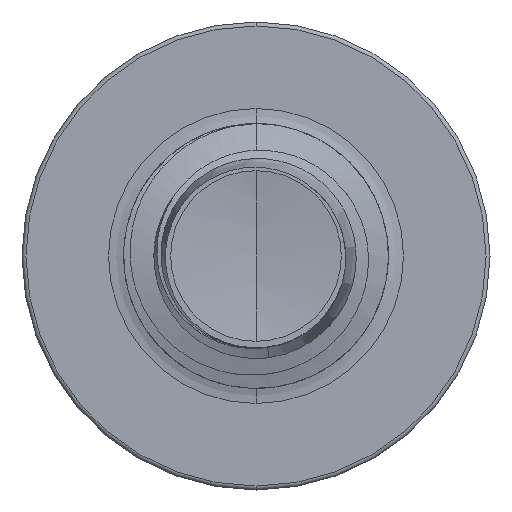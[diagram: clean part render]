
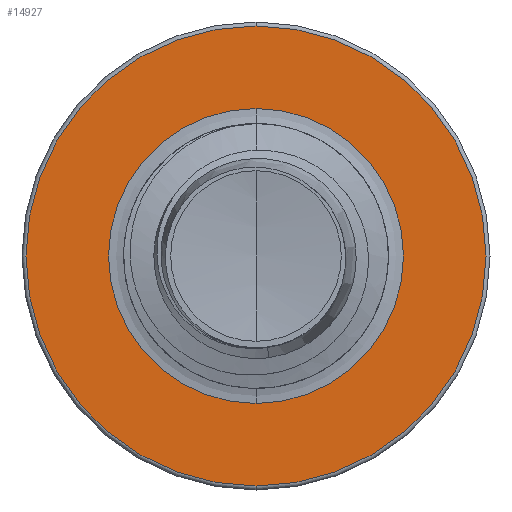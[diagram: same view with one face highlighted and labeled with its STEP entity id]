
A CAD part, front view. The second image highlights one B-rep face of the part: STEP entity #14927.
In plain terms, the highlighted planar face has unit normal (0, -1, 0).
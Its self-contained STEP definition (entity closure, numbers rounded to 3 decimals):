
#183 = DIRECTION ( 'NONE',  ( 0., 0., 1. ) ) ;
#233 = DIRECTION ( 'NONE',  ( 0., 1., 0. ) ) ;
#254 = CARTESIAN_POINT ( 'NONE',  ( 0., 6.5, 0. ) ) ;
#1638 = EDGE_LOOP ( 'NONE', ( #15243, #12152 ) ) ;
#1720 = CIRCLE ( 'NONE', #9702, 1.67 ) ;
#2060 = DIRECTION ( 'NONE',  ( 0., 1., 0. ) ) ;
#2679 = PLANE ( 'NONE',  #2884 ) ;
#2884 = AXIS2_PLACEMENT_3D ( 'NONE', #19348, #13430, #4292 ) ;
#2969 = EDGE_CURVE ( 'NONE', #7444, #14630, #7567, .T. ) ;
#3698 = VERTEX_POINT ( 'NONE', #16557 ) ;
#3915 = FACE_BOUND ( 'NONE', #1638, .T. ) ;
#4083 = DIRECTION ( 'NONE',  ( 0., 1., 0. ) ) ;
#4292 = DIRECTION ( 'NONE',  ( 0., 0., 1. ) ) ;
#6692 = EDGE_CURVE ( 'NONE', #14630, #7444, #1720, .T. ) ;
#7444 = VERTEX_POINT ( 'NONE', #19669 ) ;
#7567 = CIRCLE ( 'NONE', #7797, 1.67 ) ;
#7797 = AXIS2_PLACEMENT_3D ( 'NONE', #254, #233, #183 ) ;
#8598 = CARTESIAN_POINT ( 'NONE',  ( 0., 6.5, 1.67 ) ) ;
#8727 = CARTESIAN_POINT ( 'NONE',  ( 0., 6.5, 0. ) ) ;
#8781 = AXIS2_PLACEMENT_3D ( 'NONE', #11249, #2060, #12844 ) ;
#9702 = AXIS2_PLACEMENT_3D ( 'NONE', #13231, #4083, #14728 ) ;
#10247 = DIRECTION ( 'NONE',  ( 0., 0., 1. ) ) ;
#10648 = VERTEX_POINT ( 'NONE', #17185 ) ;
#11249 = CARTESIAN_POINT ( 'NONE',  ( 0., 6.5, 0. ) ) ;
#11323 = ORIENTED_EDGE ( 'NONE', *, *, #14777, .F. ) ;
#11534 = CIRCLE ( 'NONE', #19534, 2.605 ) ;
#11795 = CIRCLE ( 'NONE', #8781, 2.605 ) ;
#12038 = FACE_OUTER_BOUND ( 'NONE', #15769, .T. ) ;
#12152 = ORIENTED_EDGE ( 'NONE', *, *, #2969, .T. ) ;
#12844 = DIRECTION ( 'NONE',  ( 0., 0., 1. ) ) ;
#13001 = EDGE_CURVE ( 'NONE', #3698, #10648, #11795, .T. ) ;
#13231 = CARTESIAN_POINT ( 'NONE',  ( 0., 6.5, 0. ) ) ;
#13430 = DIRECTION ( 'NONE',  ( 0., 1., 0. ) ) ;
#14630 = VERTEX_POINT ( 'NONE', #8598 ) ;
#14728 = DIRECTION ( 'NONE',  ( 0., 0., 1. ) ) ;
#14777 = EDGE_CURVE ( 'NONE', #10648, #3698, #11534, .T. ) ;
#14927 = ADVANCED_FACE ( 'NONE', ( #12038, #3915 ), #2679, .F. ) ;
#15243 = ORIENTED_EDGE ( 'NONE', *, *, #6692, .T. ) ;
#15769 = EDGE_LOOP ( 'NONE', ( #17510, #11323 ) ) ;
#16557 = CARTESIAN_POINT ( 'NONE',  ( 0., 6.5, 2.605 ) ) ;
#17185 = CARTESIAN_POINT ( 'NONE',  ( 0., 6.5, -2.605 ) ) ;
#17510 = ORIENTED_EDGE ( 'NONE', *, *, #13001, .F. ) ;
#19275 = DIRECTION ( 'NONE',  ( 0., 1., 0. ) ) ;
#19348 = CARTESIAN_POINT ( 'NONE',  ( 0., 6.5, -1.67 ) ) ;
#19534 = AXIS2_PLACEMENT_3D ( 'NONE', #8727, #19275, #10247 ) ;
#19669 = CARTESIAN_POINT ( 'NONE',  ( 0., 6.5, -1.67 ) ) ;
